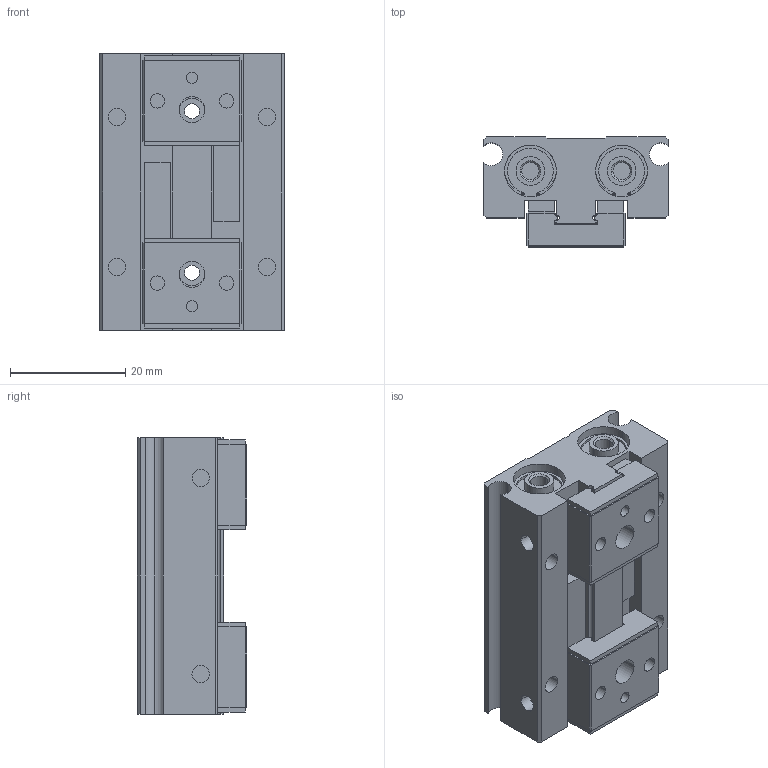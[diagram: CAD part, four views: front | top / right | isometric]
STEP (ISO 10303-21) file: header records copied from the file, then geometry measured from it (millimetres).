
FILE_DESCRIPTION (( 'STEP AP203' ), '1' );
FILE_NAME ('Gripper MHF2-8D1.STEP', '2019-10-20T06:17:52', ( '' ), ( '' ), 'SwSTEP 2.0', 'SolidWorks 2019', '' );
FILE_SCHEMA (( 'CONFIG_CONTROL_DESIGN' ));
Length unit declared in the file: millimetre
Products named in the file (1): Gripper MHF2-8D1
Bounding box: 32 x 19 x 48 mm (x, y, z)
Volume: 20913.1 mm3; surface area: 10106.4 mm2
Topology: 3 solids, 3 shells, 284 faces, 714 edges, 468 vertices
Faces by surface type: plane 174, cylinder 106, cone 4
Entity records: 8635 total; most frequent: DIRECTION 1544, CARTESIAN_POINT 1467, ORIENTED_EDGE 1428, EDGE_CURVE 714, AXIS2_PLACEMENT_3D 545, VERTEX_POINT 468, LINE 454, VECTOR 454
